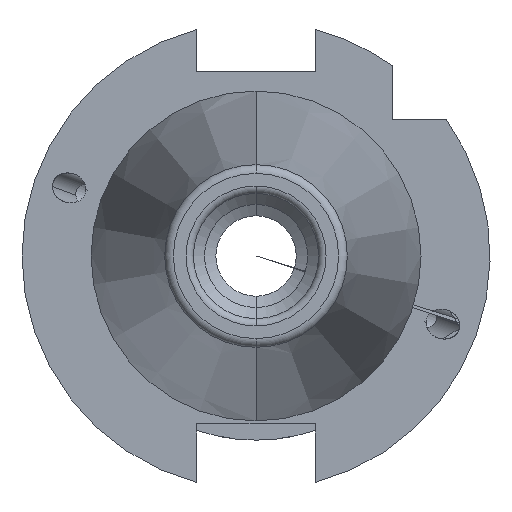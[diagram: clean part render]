
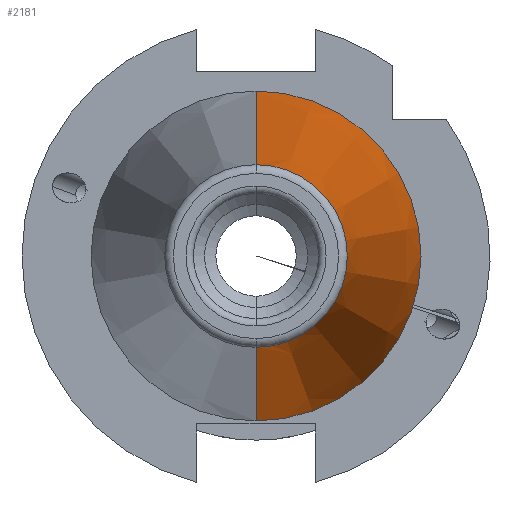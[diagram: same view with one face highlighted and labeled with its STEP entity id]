
A CAD part, left-side view. The second image highlights one B-rep face of the part: STEP entity #2181.
In plain terms, the highlighted conical face has half-angle 8.297 degrees and reference radius 22.4 mm.
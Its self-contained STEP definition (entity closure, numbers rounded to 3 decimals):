
#211 = CARTESIAN_POINT ( 'NONE',  ( -67.373, 0., -12.4 ) ) ;
#435 = VECTOR ( 'NONE', #3173, 1000. ) ;
#864 = CARTESIAN_POINT ( 'NONE',  ( 1.2, 0., 22.4 ) ) ;
#1159 = VERTEX_POINT ( 'NONE', #7974 ) ;
#1575 = EDGE_CURVE ( 'NONE', #4256, #2707, #2489, .T. ) ;
#1667 = DIRECTION ( 'NONE',  ( 1., 0., 0. ) ) ;
#1702 = CIRCLE ( 'NONE', #5748, 22.4 ) ;
#1844 = ORIENTED_EDGE ( 'NONE', *, *, #3792, .T. ) ;
#2181 = ADVANCED_FACE ( 'NONE', ( #5357 ), #6439, .T. ) ;
#2205 = CARTESIAN_POINT ( 'NONE',  ( 1.2, 0., 0. ) ) ;
#2269 = EDGE_LOOP ( 'NONE', ( #3105, #6849, #1844, #5677 ) ) ;
#2489 = CIRCLE ( 'NONE', #2563, 12.4 ) ;
#2563 = AXIS2_PLACEMENT_3D ( 'NONE', #4375, #9739, #5174 ) ;
#2707 = VERTEX_POINT ( 'NONE', #211 ) ;
#2741 = LINE ( 'NONE', #864, #435 ) ;
#2976 = DIRECTION ( 'NONE',  ( 0., 0., 1. ) ) ;
#3105 = ORIENTED_EDGE ( 'NONE', *, *, #3298, .F. ) ;
#3173 = DIRECTION ( 'NONE',  ( 0.99, 0., 0.144 ) ) ;
#3298 = EDGE_CURVE ( 'NONE', #4256, #1159, #2741, .T. ) ;
#3792 = EDGE_CURVE ( 'NONE', #2707, #5249, #7085, .T. ) ;
#4205 = AXIS2_PLACEMENT_3D ( 'NONE', #6272, #1667, #7075 ) ;
#4249 = CARTESIAN_POINT ( 'NONE',  ( 1.2, 0., -22.4 ) ) ;
#4256 = VERTEX_POINT ( 'NONE', #9785 ) ;
#4375 = CARTESIAN_POINT ( 'NONE',  ( -67.373, 0., 0. ) ) ;
#5174 = DIRECTION ( 'NONE',  ( 0., 0., 1. ) ) ;
#5249 = VERTEX_POINT ( 'NONE', #9454 ) ;
#5357 = FACE_OUTER_BOUND ( 'NONE', #2269, .T. ) ;
#5677 = ORIENTED_EDGE ( 'NONE', *, *, #8566, .T. ) ;
#5748 = AXIS2_PLACEMENT_3D ( 'NONE', #2205, #7597, #2976 ) ;
#6272 = CARTESIAN_POINT ( 'NONE',  ( 1.2, 0., 0. ) ) ;
#6439 = CONICAL_SURFACE ( 'NONE', #4205, 22.4, 0.145 ) ;
#6849 = ORIENTED_EDGE ( 'NONE', *, *, #1575, .T. ) ;
#7075 = DIRECTION ( 'NONE',  ( 0., 0., -1. ) ) ;
#7085 = LINE ( 'NONE', #4249, #9108 ) ;
#7597 = DIRECTION ( 'NONE',  ( -1., 0., 0. ) ) ;
#7974 = CARTESIAN_POINT ( 'NONE',  ( 1.2, 0., 22.4 ) ) ;
#8566 = EDGE_CURVE ( 'NONE', #5249, #1159, #1702, .T. ) ;
#8868 = DIRECTION ( 'NONE',  ( 0.99, 0., -0.144 ) ) ;
#9108 = VECTOR ( 'NONE', #8868, 1000. ) ;
#9454 = CARTESIAN_POINT ( 'NONE',  ( 1.2, 0., -22.4 ) ) ;
#9739 = DIRECTION ( 'NONE',  ( 1., 0., 0. ) ) ;
#9785 = CARTESIAN_POINT ( 'NONE',  ( -67.373, 0., 12.4 ) ) ;
